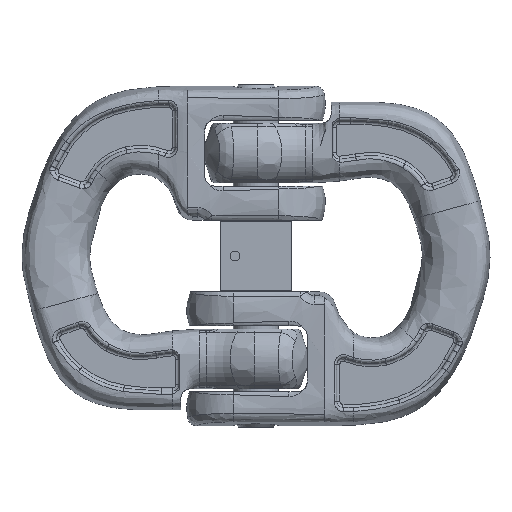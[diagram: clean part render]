
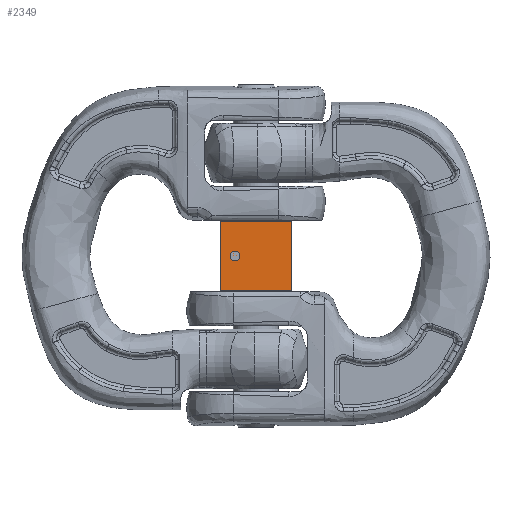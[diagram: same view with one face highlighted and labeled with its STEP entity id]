
A CAD part, left-side view. The second image highlights one B-rep face of the part: STEP entity #2349.
In plain terms, the highlighted planar face has unit normal (-1, 0, 0).
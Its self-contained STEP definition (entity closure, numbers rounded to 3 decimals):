
#1091=LINE('',#12202,#1350);
#1093=LINE('',#12206,#1352);
#1094=LINE('',#12208,#1353);
#1095=LINE('',#12210,#1354);
#1350=VECTOR('',#10256,1.);
#1352=VECTOR('',#10260,1.);
#1353=VECTOR('',#10261,1.);
#1354=VECTOR('',#10262,1.);
#1657=PLANE('',#9408);
#1750=FACE_OUTER_BOUND('',#3138,.T.);
#2349=ADVANCED_FACE('',(#1750),#1657,.F.);
#3138=EDGE_LOOP('',(#3778,#3779,#3780,#3781));
#3778=ORIENTED_EDGE('',*,*,#7490,.T.);
#3779=ORIENTED_EDGE('',*,*,#7491,.F.);
#3780=ORIENTED_EDGE('',*,*,#7492,.F.);
#3781=ORIENTED_EDGE('',*,*,#7488,.T.);
#6640=VERTEX_POINT('',#12201);
#6641=VERTEX_POINT('',#12203);
#6642=VERTEX_POINT('',#12207);
#6643=VERTEX_POINT('',#12209);
#7488=EDGE_CURVE('',#6641,#6640,#1091,.T.);
#7490=EDGE_CURVE('',#6640,#6642,#1093,.T.);
#7491=EDGE_CURVE('',#6643,#6642,#1094,.T.);
#7492=EDGE_CURVE('',#6641,#6643,#1095,.T.);
#9408=AXIS2_PLACEMENT_3D('',#12211,#10263,#10264);
#10256=DIRECTION('',(0.,0.,-1.));
#10260=DIRECTION('',(0.,-1.,0.));
#10261=DIRECTION('',(0.,0.,-1.));
#10262=DIRECTION('',(0.,-1.,0.));
#10263=DIRECTION('',(1.,0.,0.));
#10264=DIRECTION('',(0.,1.,0.));
#12201=CARTESIAN_POINT('',(-11.,11.,0.375));
#12202=CARTESIAN_POINT('',(-11.,11.,21.875));
#12203=CARTESIAN_POINT('',(-11.,11.,21.875));
#12206=CARTESIAN_POINT('',(-11.,11.,0.375));
#12207=CARTESIAN_POINT('',(-11.,-11.,0.375));
#12208=CARTESIAN_POINT('',(-11.,-11.,21.875));
#12209=CARTESIAN_POINT('',(-11.,-11.,21.875));
#12210=CARTESIAN_POINT('',(-11.,11.,21.875));
#12211=CARTESIAN_POINT('',(-11.,11.,21.875));
